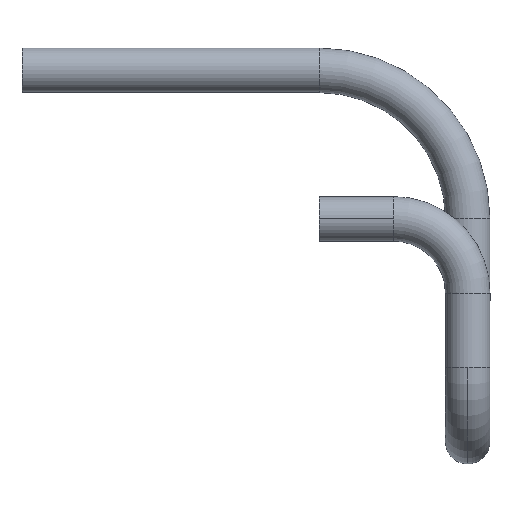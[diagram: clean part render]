
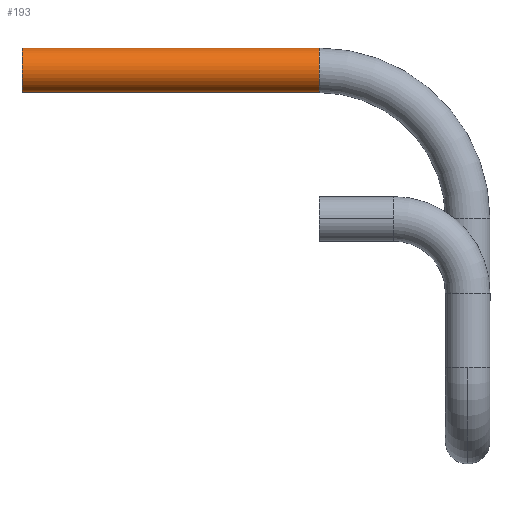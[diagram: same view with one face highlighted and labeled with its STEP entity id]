
A CAD part, front view. The second image highlights one B-rep face of the part: STEP entity #193.
In plain terms, the highlighted cylindrical face has radius 0.15 mm (diameter 0.3 mm), a partial arc.
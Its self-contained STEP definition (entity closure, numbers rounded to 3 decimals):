
#12 = ORIENTED_EDGE ( 'NONE', *, *, #89, .F. ) ;
#27 = DIRECTION ( 'NONE',  ( -1., 0., 0. ) ) ;
#76 = CARTESIAN_POINT ( 'NONE',  ( 0., 2., 1. ) ) ;
#86 = AXIS2_PLACEMENT_3D ( 'NONE', #76, #602, #549 ) ;
#89 = EDGE_CURVE ( 'NONE', #133, #554, #291, .T. ) ;
#91 = ORIENTED_EDGE ( 'NONE', *, *, #477, .T. ) ;
#101 = LINE ( 'NONE', #308, #129 ) ;
#106 = CARTESIAN_POINT ( 'NONE',  ( 0., 2., 1.15 ) ) ;
#127 = VERTEX_POINT ( 'NONE', #494 ) ;
#129 = VECTOR ( 'NONE', #261, 1000. ) ;
#133 = VERTEX_POINT ( 'NONE', #588 ) ;
#177 = CIRCLE ( 'NONE', #498, 0.15 ) ;
#184 = ORIENTED_EDGE ( 'NONE', *, *, #197, .T. ) ;
#192 = AXIS2_PLACEMENT_3D ( 'NONE', #356, #27, #213 ) ;
#193 = ADVANCED_FACE ( 'NONE', ( #575 ), #290, .T. ) ;
#197 = EDGE_CURVE ( 'NONE', #127, #513, #177, .T. ) ;
#213 = DIRECTION ( 'NONE',  ( 0., 0., -1. ) ) ;
#231 = LINE ( 'NONE', #270, #279 ) ;
#261 = DIRECTION ( 'NONE',  ( -1., 0., 0. ) ) ;
#270 = CARTESIAN_POINT ( 'NONE',  ( 0., 2., 0.85 ) ) ;
#279 = VECTOR ( 'NONE', #461, 1000. ) ;
#290 = CYLINDRICAL_SURFACE ( 'NONE', #86, 0.15 ) ;
#291 = CIRCLE ( 'NONE', #192, 0.15 ) ;
#303 = CARTESIAN_POINT ( 'NONE',  ( -2., 2., 1.15 ) ) ;
#308 = CARTESIAN_POINT ( 'NONE',  ( 0., 2., 1.15 ) ) ;
#317 = ORIENTED_EDGE ( 'NONE', *, *, #597, .F. ) ;
#324 = EDGE_LOOP ( 'NONE', ( #317, #184, #91, #12 ) ) ;
#356 = CARTESIAN_POINT ( 'NONE',  ( -2., 2., 1. ) ) ;
#459 = DIRECTION ( 'NONE',  ( -1., 0., 0. ) ) ;
#461 = DIRECTION ( 'NONE',  ( -1., 0., 0. ) ) ;
#477 = EDGE_CURVE ( 'NONE', #513, #554, #101, .T. ) ;
#494 = CARTESIAN_POINT ( 'NONE',  ( 0., 2., 0.85 ) ) ;
#498 = AXIS2_PLACEMENT_3D ( 'NONE', #553, #459, #510 ) ;
#510 = DIRECTION ( 'NONE',  ( 0., 0., -1. ) ) ;
#513 = VERTEX_POINT ( 'NONE', #106 ) ;
#549 = DIRECTION ( 'NONE',  ( 0., 0., 1. ) ) ;
#553 = CARTESIAN_POINT ( 'NONE',  ( 0., 2., 1. ) ) ;
#554 = VERTEX_POINT ( 'NONE', #303 ) ;
#575 = FACE_OUTER_BOUND ( 'NONE', #324, .T. ) ;
#588 = CARTESIAN_POINT ( 'NONE',  ( -2., 2., 0.85 ) ) ;
#597 = EDGE_CURVE ( 'NONE', #127, #133, #231, .T. ) ;
#602 = DIRECTION ( 'NONE',  ( -1., 0., 0. ) ) ;
